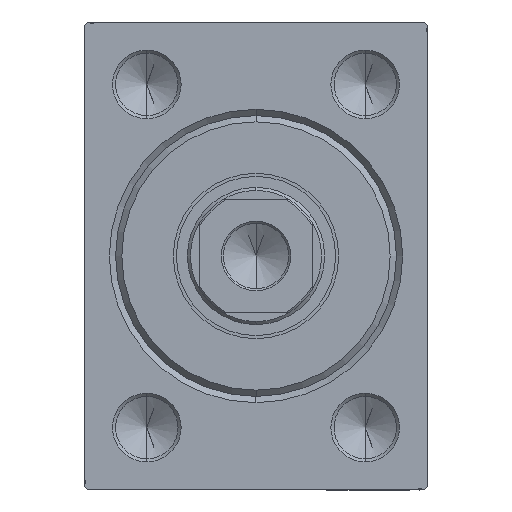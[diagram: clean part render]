
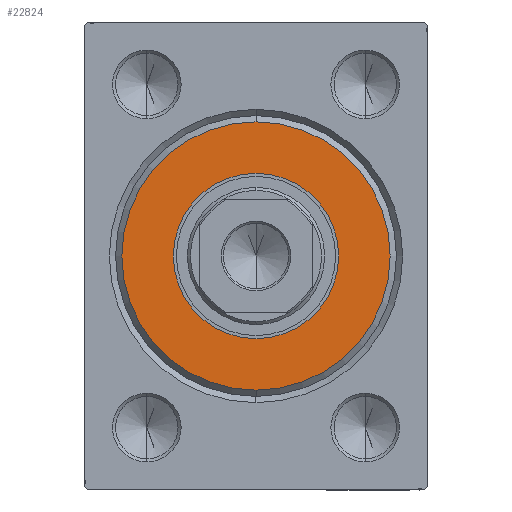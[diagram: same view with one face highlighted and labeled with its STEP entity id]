
A CAD part, left-side view. The second image highlights one B-rep face of the part: STEP entity #22824.
In plain terms, the highlighted face is planar.
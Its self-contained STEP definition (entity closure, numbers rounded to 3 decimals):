
#1614 = DIRECTION ( 'NONE',  ( 1., 0., 0. ) ) ;
#3229 = DIRECTION ( 'NONE',  ( 0., 0., -1. ) ) ;
#5659 = ORIENTED_EDGE ( 'NONE', *, *, #33524, .F. ) ;
#7204 = VERTEX_POINT ( 'NONE', #23538 ) ;
#8523 = VERTEX_POINT ( 'NONE', #43706 ) ;
#8761 = AXIS2_PLACEMENT_3D ( 'NONE', #36397, #1614, #39603 ) ;
#10238 = DIRECTION ( 'NONE',  ( 0., 0., -1. ) ) ;
#11786 = PLANE ( 'NONE',  #27831 ) ;
#15678 = FACE_BOUND ( 'NONE', #19704, .T. ) ;
#15780 = EDGE_CURVE ( 'NONE', #32764, #7204, #28364, .T. ) ;
#18079 = EDGE_CURVE ( 'NONE', #41391, #8523, #19736, .T. ) ;
#19704 = EDGE_LOOP ( 'NONE', ( #5659, #37340 ) ) ;
#19736 = CIRCLE ( 'NONE', #32061, 21.5 ) ;
#20190 = CARTESIAN_POINT ( 'NONE',  ( 3., 0., 0. ) ) ;
#20286 = CARTESIAN_POINT ( 'NONE',  ( 3., 0., 13.25 ) ) ;
#21770 = EDGE_CURVE ( 'NONE', #8523, #41391, #27049, .T. ) ;
#22024 = AXIS2_PLACEMENT_3D ( 'NONE', #27530, #44162, #10238 ) ;
#22041 = CARTESIAN_POINT ( 'NONE',  ( 3., 0., 0. ) ) ;
#22282 = DIRECTION ( 'NONE',  ( 1., 0., 0. ) ) ;
#22449 = ORIENTED_EDGE ( 'NONE', *, *, #21770, .T. ) ;
#22824 = ADVANCED_FACE ( 'NONE', ( #44999, #15678 ), #11786, .T. ) ;
#22963 = AXIS2_PLACEMENT_3D ( 'NONE', #27778, #41663, #3229 ) ;
#23374 = DIRECTION ( 'NONE',  ( 1., 0., 0. ) ) ;
#23538 = CARTESIAN_POINT ( 'NONE',  ( 3., 0., -13.25 ) ) ;
#24678 = EDGE_LOOP ( 'NONE', ( #22449, #33751 ) ) ;
#27049 = CIRCLE ( 'NONE', #22024, 21.5 ) ;
#27530 = CARTESIAN_POINT ( 'NONE',  ( 3., 0., 0. ) ) ;
#27778 = CARTESIAN_POINT ( 'NONE',  ( 3., 0., 0. ) ) ;
#27831 = AXIS2_PLACEMENT_3D ( 'NONE', #22041, #22282, #36121 ) ;
#28364 = CIRCLE ( 'NONE', #8761, 13.25 ) ;
#30965 = CARTESIAN_POINT ( 'NONE',  ( 3., 0., -21.5 ) ) ;
#32061 = AXIS2_PLACEMENT_3D ( 'NONE', #20190, #23374, #36795 ) ;
#32764 = VERTEX_POINT ( 'NONE', #20286 ) ;
#33524 = EDGE_CURVE ( 'NONE', #7204, #32764, #44713, .T. ) ;
#33751 = ORIENTED_EDGE ( 'NONE', *, *, #18079, .T. ) ;
#36121 = DIRECTION ( 'NONE',  ( 0., 0., -1. ) ) ;
#36397 = CARTESIAN_POINT ( 'NONE',  ( 3., 0., 0. ) ) ;
#36795 = DIRECTION ( 'NONE',  ( 0., 0., -1. ) ) ;
#37340 = ORIENTED_EDGE ( 'NONE', *, *, #15780, .F. ) ;
#39603 = DIRECTION ( 'NONE',  ( 0., 0., -1. ) ) ;
#41391 = VERTEX_POINT ( 'NONE', #30965 ) ;
#41663 = DIRECTION ( 'NONE',  ( 1., 0., 0. ) ) ;
#43706 = CARTESIAN_POINT ( 'NONE',  ( 3., 0., 21.5 ) ) ;
#44162 = DIRECTION ( 'NONE',  ( 1., 0., 0. ) ) ;
#44713 = CIRCLE ( 'NONE', #22963, 13.25 ) ;
#44999 = FACE_OUTER_BOUND ( 'NONE', #24678, .T. ) ;
